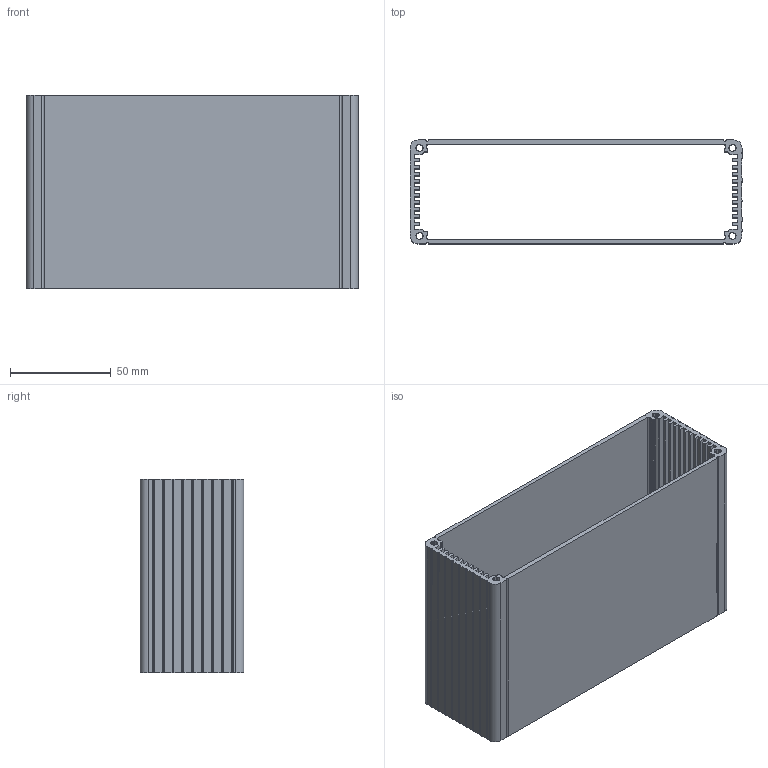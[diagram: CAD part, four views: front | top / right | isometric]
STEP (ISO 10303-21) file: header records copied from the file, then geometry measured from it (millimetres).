
FILE_DESCRIPTION (( 'STEP AP214' ), '1' );
FILE_NAME ('Case Body-96mm.STEP', '2024-07-30T12:58:54', ( '' ), ( '' ), 'SwSTEP 2.0', 'SolidWorks 2017', '' );
FILE_SCHEMA (( 'AUTOMOTIVE_DESIGN' ));
Length unit declared in the file: millimetre
Products named in the file (1): Case Body-96mm
Bounding box: 165 x 51.62 x 96 mm (x, y, z)
Volume: 104081.8 mm3; surface area: 97831.2 mm2
Topology: 1 solids, 1 shells, 265 faces, 789 edges, 526 vertices
Faces by surface type: cylinder 141, plane 124
Entity records: 9039 total; most frequent: DIRECTION 1603, CARTESIAN_POINT 1581, ORIENTED_EDGE 1578, EDGE_CURVE 789, AXIS2_PLACEMENT_3D 548, VERTEX_POINT 526, VECTOR 507, LINE 507
